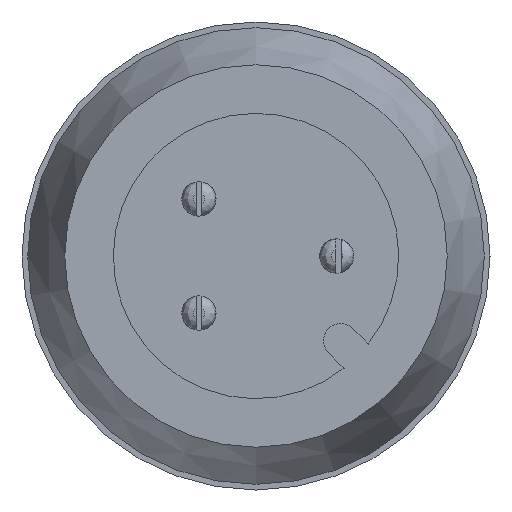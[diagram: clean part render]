
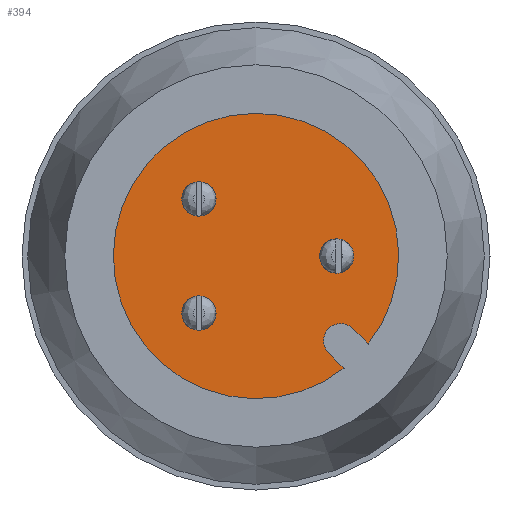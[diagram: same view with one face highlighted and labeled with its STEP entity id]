
A CAD part, left-side view. The second image highlights one B-rep face of the part: STEP entity #394.
In plain terms, the highlighted face is planar.
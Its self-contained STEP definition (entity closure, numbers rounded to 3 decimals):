
#394 = ADVANCED_FACE( '', ( #968, #969, #970, #971 ), #972, .T. );
#968 = FACE_BOUND( '', #1837, .T. );
#969 = FACE_BOUND( '', #1838, .T. );
#970 = FACE_BOUND( '', #1839, .T. );
#971 = FACE_OUTER_BOUND( '', #1840, .T. );
#972 = PLANE( '', #1841 );
#1837 = EDGE_LOOP( '', ( #3602 ) );
#1838 = EDGE_LOOP( '', ( #3603 ) );
#1839 = EDGE_LOOP( '', ( #3604 ) );
#1840 = EDGE_LOOP( '', ( #3605, #3606, #3607, #3608 ) );
#1841 = AXIS2_PLACEMENT_3D( '', #3609, #3610, #3611 );
#3602 = ORIENTED_EDGE( '', *, *, #5376, .F. );
#3603 = ORIENTED_EDGE( '', *, *, #5358, .F. );
#3604 = ORIENTED_EDGE( '', *, *, #5424, .F. );
#3605 = ORIENTED_EDGE( '', *, *, #5417, .T. );
#3606 = ORIENTED_EDGE( '', *, *, #5420, .T. );
#3607 = ORIENTED_EDGE( '', *, *, #5422, .T. );
#3608 = ORIENTED_EDGE( '', *, *, #5423, .F. );
#3609 = CARTESIAN_POINT( '', ( 42., 0., 0. ) );
#3610 = DIRECTION( '', ( 1., 0., 0. ) );
#3611 = DIRECTION( '', ( 0., 0., -1. ) );
#5358 = EDGE_CURVE( '', #6527, #6527, #6528, .T. );
#5376 = EDGE_CURVE( '', #6555, #6555, #6556, .T. );
#5417 = EDGE_CURVE( '', #6630, #6628, #6631, .T. );
#5420 = EDGE_CURVE( '', #6628, #6633, #6635, .T. );
#5422 = EDGE_CURVE( '', #6633, #6636, #6638, .T. );
#5423 = EDGE_CURVE( '', #6630, #6636, #6639, .T. );
#5424 = EDGE_CURVE( '', #6640, #6640, #6641, .T. );
#6527 = VERTEX_POINT( '', #8479 );
#6528 = CIRCLE( '', #8480, 0.3 );
#6555 = VERTEX_POINT( '', #8524 );
#6556 = CIRCLE( '', #8525, 0.3 );
#6628 = VERTEX_POINT( '', #8612 );
#6630 = VERTEX_POINT( '', #8615 );
#6631 = LINE( '', #8616, #8617 );
#6633 = VERTEX_POINT( '', #8620 );
#6635 = CIRCLE( '', #8623, 2.5 );
#6636 = VERTEX_POINT( '', #8624 );
#6638 = LINE( '', #8627, #8628 );
#6639 = CIRCLE( '', #8629, 0.3 );
#6640 = VERTEX_POINT( '', #8630 );
#6641 = CIRCLE( '', #8631, 0.3 );
#8479 = CARTESIAN_POINT( '', ( 42., -1., -1.3 ) );
#8480 = AXIS2_PLACEMENT_3D( '', #10299, #10300, #10301 );
#8524 = CARTESIAN_POINT( '', ( 42., 1.414, -0.3 ) );
#8525 = AXIS2_PLACEMENT_3D( '', #10337, #10338, #10339 );
#8612 = CARTESIAN_POINT( '', ( 42., 1.967, -1.543 ) );
#8615 = CARTESIAN_POINT( '', ( 42., 1.697, -1.273 ) );
#8616 = CARTESIAN_POINT( '', ( 42., 1.697, -1.273 ) );
#8617 = VECTOR( '', #10442, 1000. );
#8620 = CARTESIAN_POINT( '', ( 42., 1.543, -1.967 ) );
#8623 = AXIS2_PLACEMENT_3D( '', #10445, #10446, #10447 );
#8624 = CARTESIAN_POINT( '', ( 42., 1.273, -1.697 ) );
#8627 = CARTESIAN_POINT( '', ( 42., 1.543, -1.967 ) );
#8628 = VECTOR( '', #10449, 1000. );
#8629 = AXIS2_PLACEMENT_3D( '', #10450, #10451, #10452 );
#8630 = CARTESIAN_POINT( '', ( 42., -1., 0.7 ) );
#8631 = AXIS2_PLACEMENT_3D( '', #10453, #10454, #10455 );
#10299 = CARTESIAN_POINT( '', ( 42., -1., -1. ) );
#10300 = DIRECTION( '', ( 1., 0., 0. ) );
#10301 = DIRECTION( '', ( 0., 0., -1. ) );
#10337 = CARTESIAN_POINT( '', ( 42., 1.414, 0. ) );
#10338 = DIRECTION( '', ( 1., 0., 0. ) );
#10339 = DIRECTION( '', ( 0., 0., -1. ) );
#10442 = DIRECTION( '', ( 0., 0.707, -0.707 ) );
#10445 = CARTESIAN_POINT( '', ( 42., 0., 0. ) );
#10446 = DIRECTION( '', ( 1., 0., 0. ) );
#10447 = DIRECTION( '', ( 0., 0., -1. ) );
#10449 = DIRECTION( '', ( 0., -0.707, 0.707 ) );
#10450 = CARTESIAN_POINT( '', ( 42., 1.485, -1.485 ) );
#10451 = DIRECTION( '', ( 1., 0., 0. ) );
#10452 = DIRECTION( '', ( 0., 0., -1. ) );
#10453 = CARTESIAN_POINT( '', ( 42., -1., 1. ) );
#10454 = DIRECTION( '', ( 1., 0., 0. ) );
#10455 = DIRECTION( '', ( 0., 0., -1. ) );
